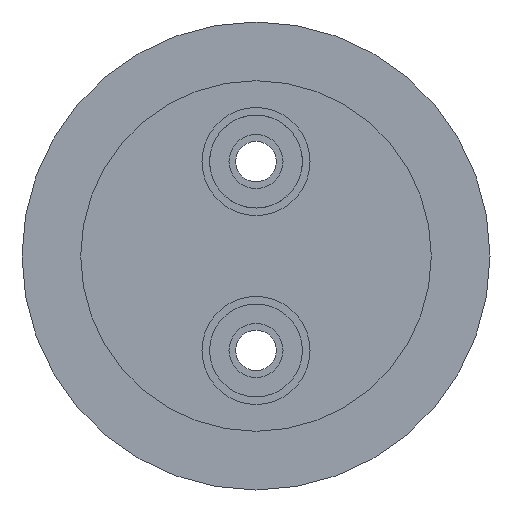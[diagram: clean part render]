
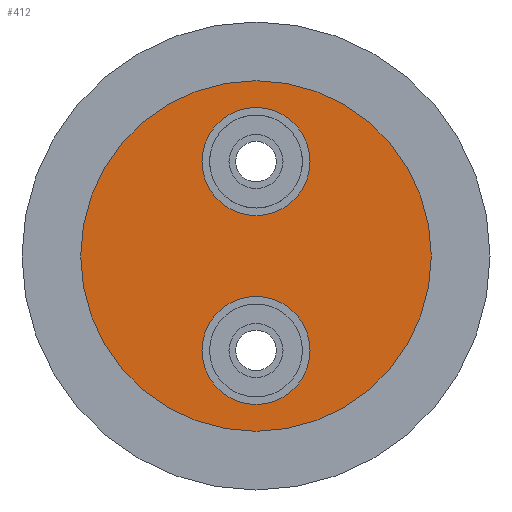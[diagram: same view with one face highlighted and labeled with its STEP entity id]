
A CAD part, front view. The second image highlights one B-rep face of the part: STEP entity #412.
In plain terms, the highlighted planar face has unit normal (0, -1, 0).
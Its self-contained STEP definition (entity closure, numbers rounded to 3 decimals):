
#72=FACE_BOUND('',#134,.T.);
#73=FACE_BOUND('',#135,.T.);
#85=PLANE('',#583);
#103=FACE_OUTER_BOUND('',#133,.T.);
#133=EDGE_LOOP('',(#334,#335));
#134=EDGE_LOOP('',(#336));
#135=EDGE_LOOP('',(#337));
#193=CIRCLE('',#570,6.35);
#195=CIRCLE('',#573,6.35);
#202=CIRCLE('',#584,20.6);
#203=CIRCLE('',#585,20.6);
#225=VERTEX_POINT('',#816);
#227=VERTEX_POINT('',#822);
#234=VERTEX_POINT('',#843);
#235=VERTEX_POINT('',#844);
#260=EDGE_CURVE('',#225,#225,#193,.T.);
#263=EDGE_CURVE('',#227,#227,#195,.T.);
#272=EDGE_CURVE('',#234,#235,#202,.T.);
#273=EDGE_CURVE('',#235,#234,#203,.T.);
#334=ORIENTED_EDGE('',*,*,#272,.F.);
#335=ORIENTED_EDGE('',*,*,#273,.F.);
#336=ORIENTED_EDGE('',*,*,#260,.T.);
#337=ORIENTED_EDGE('',*,*,#263,.T.);
#412=ADVANCED_FACE('',(#103,#72,#73),#85,.T.);
#570=AXIS2_PLACEMENT_3D('',#818,#662,#663);
#573=AXIS2_PLACEMENT_3D('',#824,#669,#670);
#583=AXIS2_PLACEMENT_3D('',#842,#691,#692);
#584=AXIS2_PLACEMENT_3D('',#845,#693,#694);
#585=AXIS2_PLACEMENT_3D('',#846,#695,#696);
#662=DIRECTION('center_axis',(0.,1.,0.));
#663=DIRECTION('ref_axis',(-1.,0.,0.));
#669=DIRECTION('center_axis',(0.,1.,0.));
#670=DIRECTION('ref_axis',(-1.,0.,0.));
#691=DIRECTION('center_axis',(0.,-1.,0.));
#692=DIRECTION('ref_axis',(0.,0.,-1.));
#693=DIRECTION('center_axis',(0.,1.,0.));
#694=DIRECTION('ref_axis',(1.,0.,0.));
#695=DIRECTION('center_axis',(0.,1.,0.));
#696=DIRECTION('ref_axis',(1.,0.,0.));
#816=CARTESIAN_POINT('',(6.35,2.5,-11.1));
#818=CARTESIAN_POINT('Origin',(0.,2.5,-11.1));
#822=CARTESIAN_POINT('',(6.35,2.5,11.1));
#824=CARTESIAN_POINT('Origin',(0.,2.5,11.1));
#842=CARTESIAN_POINT('Origin',(-20.6,2.5,0.));
#843=CARTESIAN_POINT('',(-20.6,2.5,0.));
#844=CARTESIAN_POINT('',(20.6,2.5,0.));
#845=CARTESIAN_POINT('Origin',(0.,2.5,0.));
#846=CARTESIAN_POINT('Origin',(0.,2.5,0.));
